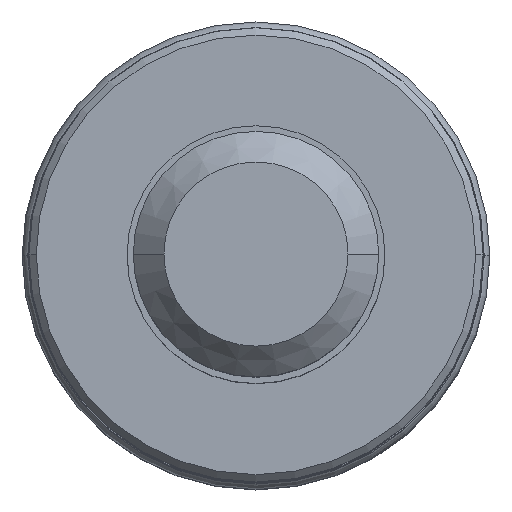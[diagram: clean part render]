
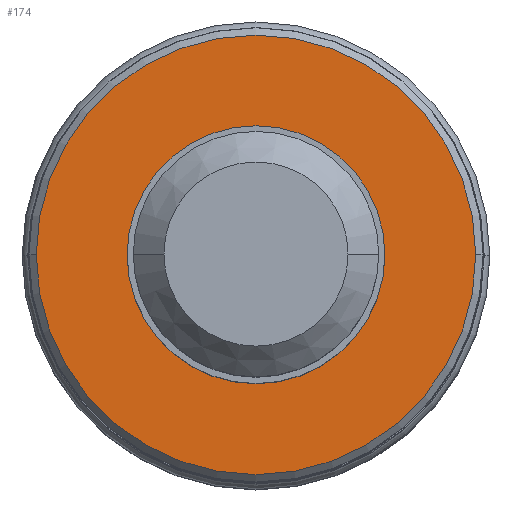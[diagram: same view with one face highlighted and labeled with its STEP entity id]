
A CAD part, top view. The second image highlights one B-rep face of the part: STEP entity #174.
In plain terms, the highlighted planar face has unit normal (0, 0, 1).
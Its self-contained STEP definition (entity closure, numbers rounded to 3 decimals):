
#28=PLANE('',#1437);
#33=FACE_BOUND('',#333,.T.);
#34=FACE_BOUND('',#334,.T.);
#174=ADVANCED_FACE('',(#33,#34),#28,.F.);
#333=EDGE_LOOP('',(#544,#545,#546,#547));
#334=EDGE_LOOP('',(#548,#549));
#544=ORIENTED_EDGE('',*,*,#907,.F.);
#545=ORIENTED_EDGE('',*,*,#906,.F.);
#546=ORIENTED_EDGE('',*,*,#908,.F.);
#547=ORIENTED_EDGE('',*,*,#909,.F.);
#548=ORIENTED_EDGE('',*,*,#910,.F.);
#549=ORIENTED_EDGE('',*,*,#911,.F.);
#766=VERTEX_POINT('',#2992);
#767=VERTEX_POINT('',#2994);
#768=VERTEX_POINT('',#2996);
#769=VERTEX_POINT('',#3000);
#770=VERTEX_POINT('',#3003);
#771=VERTEX_POINT('',#3004);
#906=EDGE_CURVE('',#767,#768,#1098,.T.);
#907=EDGE_CURVE('',#768,#766,#1099,.T.);
#908=EDGE_CURVE('',#769,#767,#1100,.T.);
#909=EDGE_CURVE('',#766,#769,#1101,.T.);
#910=EDGE_CURVE('',#770,#771,#1102,.T.);
#911=EDGE_CURVE('',#771,#770,#1103,.T.);
#1098=CIRCLE('',#1430,8.95);
#1099=CIRCLE('',#1431,8.95);
#1100=CIRCLE('',#1433,8.95);
#1101=CIRCLE('',#1434,8.95);
#1102=CIRCLE('',#1435,5.25);
#1103=CIRCLE('',#1436,5.25);
#1430=AXIS2_PLACEMENT_3D('',#2995,#1740,#1741);
#1431=AXIS2_PLACEMENT_3D('',#2997,#1742,#1743);
#1433=AXIS2_PLACEMENT_3D('',#2999,#1746,#1747);
#1434=AXIS2_PLACEMENT_3D('',#3001,#1748,#1749);
#1435=AXIS2_PLACEMENT_3D('',#3002,#1750,#1751);
#1436=AXIS2_PLACEMENT_3D('',#3005,#1752,#1753);
#1437=AXIS2_PLACEMENT_3D('',#3006,#1754,#1755);
#1740=DIRECTION('',(0.,0.,-1.));
#1741=DIRECTION('',(-1.,0.,0.));
#1742=DIRECTION('',(0.,0.,-1.));
#1743=DIRECTION('',(0.,1.,0.));
#1746=DIRECTION('',(0.,0.,-1.));
#1747=DIRECTION('',(0.,-1.,0.));
#1748=DIRECTION('',(0.,0.,-1.));
#1749=DIRECTION('',(1.,0.,0.));
#1750=DIRECTION('',(0.,0.,1.));
#1751=DIRECTION('',(1.,0.,0.));
#1752=DIRECTION('',(0.,0.,1.));
#1753=DIRECTION('',(-1.,0.,0.));
#1754=DIRECTION('',(0.,0.,-1.));
#1755=DIRECTION('',(-1.,0.,0.));
#2992=CARTESIAN_POINT('',(8.95,0.,0.));
#2994=CARTESIAN_POINT('',(-8.95,0.,0.));
#2995=CARTESIAN_POINT('',(0.,0.,0.));
#2996=CARTESIAN_POINT('',(0.,8.95,0.));
#2997=CARTESIAN_POINT('',(0.,0.,0.));
#2999=CARTESIAN_POINT('',(0.,0.,0.));
#3000=CARTESIAN_POINT('',(0.,-8.95,0.));
#3001=CARTESIAN_POINT('',(0.,0.,0.));
#3002=CARTESIAN_POINT('',(0.,0.,0.));
#3003=CARTESIAN_POINT('',(5.25,0.,0.));
#3004=CARTESIAN_POINT('',(-5.25,0.,0.));
#3005=CARTESIAN_POINT('',(0.,0.,0.));
#3006=CARTESIAN_POINT('',(0.,0.,0.));
